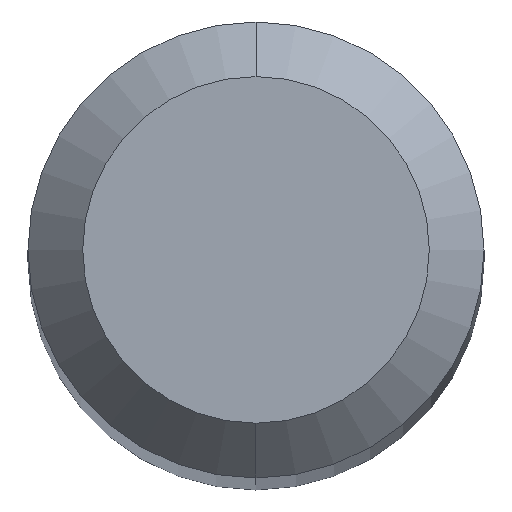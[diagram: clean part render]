
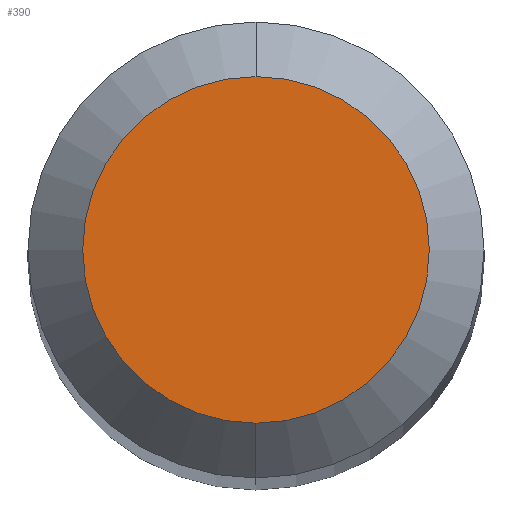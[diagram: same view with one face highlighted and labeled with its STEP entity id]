
A CAD part, top view. The second image highlights one B-rep face of the part: STEP entity #390.
In plain terms, the highlighted planar face has unit normal (0, 0, 1).
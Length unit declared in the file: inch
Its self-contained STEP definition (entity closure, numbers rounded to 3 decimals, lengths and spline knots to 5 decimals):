
#55 = CARTESIAN_POINT ( 'NONE',  ( 0., -0.0475, 0. ) ) ;
#69 = VERTEX_POINT ( 'NONE', #74 ) ;
#74 = CARTESIAN_POINT ( 'NONE',  ( 0., 0.0475, 0. ) ) ;
#75 = CARTESIAN_POINT ( 'NONE',  ( 0., 0., 0. ) ) ;
#103 = AXIS2_PLACEMENT_3D ( 'NONE', #75, #202, #553 ) ;
#148 = ORIENTED_EDGE ( 'NONE', *, *, #527, .T. ) ;
#149 = FACE_OUTER_BOUND ( 'NONE', #448, .T. ) ;
#193 = DIRECTION ( 'NONE',  ( 0., -1., 0. ) ) ;
#195 = PLANE ( 'NONE',  #516 ) ;
#198 = CARTESIAN_POINT ( 'NONE',  ( 0., 0., 0. ) ) ;
#202 = DIRECTION ( 'NONE',  ( 0., 0., 1. ) ) ;
#289 = CIRCLE ( 'NONE', #103, 0.0475 ) ;
#314 = ORIENTED_EDGE ( 'NONE', *, *, #382, .T. ) ;
#322 = CARTESIAN_POINT ( 'NONE',  ( 0., 0.0475, 0. ) ) ;
#326 = AXIS2_PLACEMENT_3D ( 'NONE', #198, #501, #193 ) ;
#368 = VERTEX_POINT ( 'NONE', #55 ) ;
#382 = EDGE_CURVE ( 'NONE', #368, #69, #466, .T. ) ;
#390 = ADVANCED_FACE ( 'NONE', ( #149 ), #195, .F. ) ;
#448 = EDGE_LOOP ( 'NONE', ( #148, #314 ) ) ;
#460 = DIRECTION ( 'NONE',  ( 0., 0., -1. ) ) ;
#466 = CIRCLE ( 'NONE', #326, 0.0475 ) ;
#501 = DIRECTION ( 'NONE',  ( 0., 0., 1. ) ) ;
#504 = DIRECTION ( 'NONE',  ( 0., 1., 0. ) ) ;
#516 = AXIS2_PLACEMENT_3D ( 'NONE', #322, #460, #504 ) ;
#527 = EDGE_CURVE ( 'NONE', #69, #368, #289, .T. ) ;
#553 = DIRECTION ( 'NONE',  ( 0., -1., 0. ) ) ;
